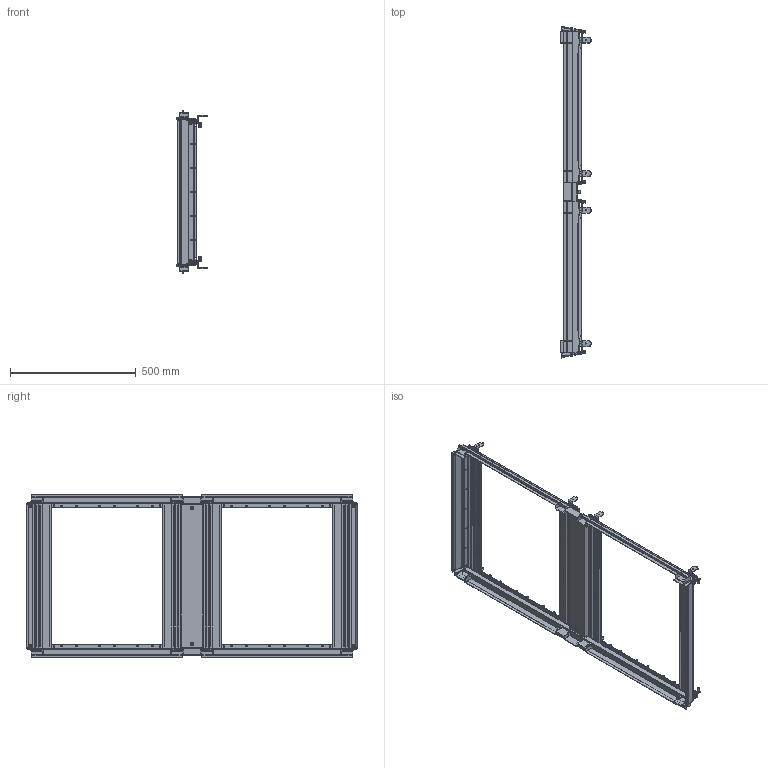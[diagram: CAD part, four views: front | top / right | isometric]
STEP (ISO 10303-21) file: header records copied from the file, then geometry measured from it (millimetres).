
FILE_DESCRIPTION (( 'STEP AP203' ), '1' );
FILE_NAME ('G7_8_TPM.STEP', '2014-06-11T13:19:17', ( '' ), ( '' ), 'SwSTEP 2.0', 'SolidWorks 2012', '' );
FILE_SCHEMA (( 'CONFIG_CONTROL_DESIGN' ));
Products named in the file (8): G7_8_TPM; Boccola; Flangia supporto castello B; Flangia supporto castello A; Giunzione montanti ; Chiusura intermedia G7_645; Chiusura G7_H645; Montante 3 moduli lungo
Assembly tree (21 placements, depth 2):
  G7_8_TPM
    Montante 3 moduli lungo  x4
    Chiusura G7_H645  x2
    Chiusura intermedia G7_645
    Giunzione montanti   x2
    Flangia supporto castello A  x4
    Flangia supporto castello B  x4
    Boccola  x4
Bounding box: 124 x 1317.01 x 648 mm (x, y, z)
Volume: 1903119.6 mm3; surface area: 1620184.3 mm2
Topology: 21 solids, 21 shells, 3538 faces, 9264 edges, 5924 vertices
Faces by surface type: plane 2044, cylinder 742, cone 324, torus 282, bspline 86, sphere 60
Entity records: 47200 total; most frequent: CARTESIAN_POINT 10192, ORIENTED_EDGE 7790, DIRECTION 7001, EDGE_CURVE 3895, LINE 2861, VECTOR 2861, VERTEX_POINT 2518, AXIS2_PLACEMENT_3D 2070
